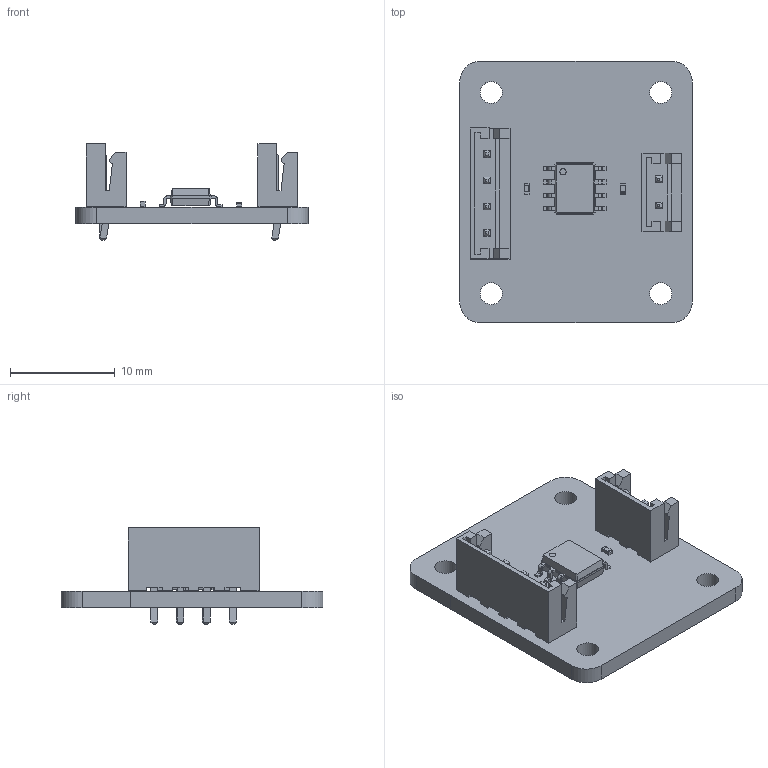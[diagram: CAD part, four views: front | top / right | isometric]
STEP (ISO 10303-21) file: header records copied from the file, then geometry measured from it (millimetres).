
FILE_DESCRIPTION(('KiCad electronic assembly'),'2;1');
FILE_NAME('CAN Transceiver Breakout.step','2020-11-10T14:21:16',( 'An Author'),('A Company'),'Open CASCADE STEP processor 6.9', 'KiCad to STEP converter','Unknown');
FILE_SCHEMA(('AUTOMOTIVE_DESIGN { 1 0 10303 214 1 1 1 1 }'));
Length unit declared in the file: millimetre
Products named in the file (12): Open CASCADE STEP translator 6.9 1; SOIC-8_3.9x4.9mm_P1.27mm; SOLID; R_0402_1005Metric; JST_EH_B2B-EH-A_1x02_P2.50mm_Vertical; JST_EH_B4B-EH-A_1x04_P2.50mm_Vertical; C_0402_1005Metric; COMPOUND
Assembly tree (11 placements, depth 3):
  Open CASCADE STEP translator 6.9 1
    SOIC-8_3.9x4.9mm_P1.27mm
      SOLID
    R_0402_1005Metric
      SOLID
    JST_EH_B2B-EH-A_1x02_P2.50mm_Vertical
      SOLID
    JST_EH_B4B-EH-A_1x04_P2.50mm_Vertical
      SOLID
    C_0402_1005Metric
      SOLID
    COMPOUND
Bounding box: 22.2 x 25 x 9.2 mm (x, y, z)
Volume: 1077.9 mm3; surface area: 2040.8 mm2
Topology: 6 solids, 6 shells, 439 faces, 1144 edges, 732 vertices
Faces by surface type: plane 340, cylinder 67, bspline 32
Full cylindrical faces by diameter (mm): 0.6 x1, 0.95 x4, 1 x2, 2.1 x4
Entity records: 31491 total; most frequent: CARTESIAN_POINT 5309, DIRECTION 4255, LINE 3068, VECTOR 3068, ORIENTED_EDGE 2288, PCURVE 2288, DEFINITIONAL_REPRESENTATION 2288, EDGE_CURVE 1144
